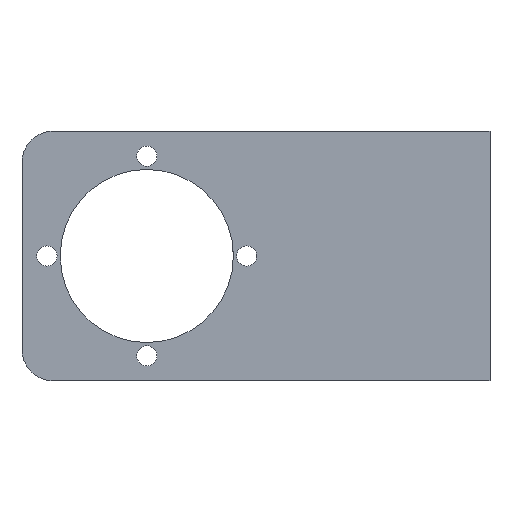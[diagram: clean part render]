
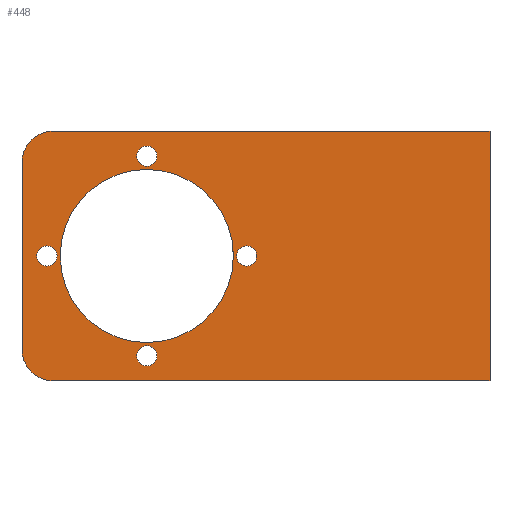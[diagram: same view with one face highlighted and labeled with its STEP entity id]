
A CAD part, top view. The second image highlights one B-rep face of the part: STEP entity #448.
In plain terms, the highlighted planar face has unit normal (0, 0, 1).
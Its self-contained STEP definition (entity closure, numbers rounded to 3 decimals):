
#3 = EDGE_CURVE ( 'NONE', #143, #371, #500, .T. ) ;
#6 = AXIS2_PLACEMENT_3D ( 'NONE', #165, #217, #16 ) ;
#8 = AXIS2_PLACEMENT_3D ( 'NONE', #461, #258, #553 ) ;
#13 = CARTESIAN_POINT ( 'NONE',  ( -78., 40., 0. ) ) ;
#14 = DIRECTION ( 'NONE',  ( 0., 0., 1. ) ) ;
#16 = DIRECTION ( 'NONE',  ( 1., 0., 0. ) ) ;
#25 = CARTESIAN_POINT ( 'NONE',  ( 0., 0., 0. ) ) ;
#27 = EDGE_LOOP ( 'NONE', ( #582, #369 ) ) ;
#33 = DIRECTION ( 'NONE',  ( 0., -1., 0. ) ) ;
#46 = EDGE_CURVE ( 'NONE', #259, #549, #467, .T. ) ;
#52 = AXIS2_PLACEMENT_3D ( 'NONE', #300, #289, #304 ) ;
#57 = ORIENTED_EDGE ( 'NONE', *, *, #46, .F. ) ;
#58 = CARTESIAN_POINT ( 'NONE',  ( -110., 40., 0. ) ) ;
#62 = DIRECTION ( 'NONE',  ( 0., -1., 0. ) ) ;
#65 = CIRCLE ( 'NONE', #442, 3.25 ) ;
#67 = ORIENTED_EDGE ( 'NONE', *, *, #126, .F. ) ;
#72 = DIRECTION ( 'NONE',  ( 0., 0., 1. ) ) ;
#74 = VECTOR ( 'NONE', #456, 1000. ) ;
#80 = CARTESIAN_POINT ( 'NONE',  ( -142., 40., 0. ) ) ;
#81 = AXIS2_PLACEMENT_3D ( 'NONE', #58, #392, #113 ) ;
#90 = FACE_BOUND ( 'NONE', #27, .T. ) ;
#93 = CARTESIAN_POINT ( 'NONE',  ( 0., 80., 0. ) ) ;
#94 = ORIENTED_EDGE ( 'NONE', *, *, #395, .F. ) ;
#98 = AXIS2_PLACEMENT_3D ( 'NONE', #13, #311, #551 ) ;
#100 = VECTOR ( 'NONE', #191, 1000. ) ;
#101 = VERTEX_POINT ( 'NONE', #506 ) ;
#102 = CARTESIAN_POINT ( 'NONE',  ( -140., 80., 0. ) ) ;
#113 = DIRECTION ( 'NONE',  ( 1., 0., 0. ) ) ;
#118 = CARTESIAN_POINT ( 'NONE',  ( -140., 0., 0. ) ) ;
#126 = EDGE_CURVE ( 'NONE', #243, #512, #161, .T. ) ;
#141 = ORIENTED_EDGE ( 'NONE', *, *, #613, .T. ) ;
#143 = VERTEX_POINT ( 'NONE', #407 ) ;
#150 = AXIS2_PLACEMENT_3D ( 'NONE', #462, #420, #363 ) ;
#156 = LINE ( 'NONE', #576, #100 ) ;
#158 = ORIENTED_EDGE ( 'NONE', *, *, #347, .F. ) ;
#161 = CIRCLE ( 'NONE', #98, 3.25 ) ;
#165 = CARTESIAN_POINT ( 'NONE',  ( -110., 72., 0. ) ) ;
#170 = ORIENTED_EDGE ( 'NONE', *, *, #3, .F. ) ;
#172 = DIRECTION ( 'NONE',  ( 1., 0., 0. ) ) ;
#175 = DIRECTION ( 'NONE',  ( 1., 0., 0. ) ) ;
#182 = ORIENTED_EDGE ( 'NONE', *, *, #556, .F. ) ;
#189 = FACE_BOUND ( 'NONE', #199, .T. ) ;
#191 = DIRECTION ( 'NONE',  ( 1., 0., 0. ) ) ;
#199 = EDGE_LOOP ( 'NONE', ( #376, #182 ) ) ;
#210 = LINE ( 'NONE', #244, #74 ) ;
#213 = ORIENTED_EDGE ( 'NONE', *, *, #479, .F. ) ;
#214 = CARTESIAN_POINT ( 'NONE',  ( -113.25, 72., 0. ) ) ;
#217 = DIRECTION ( 'NONE',  ( 0., 0., 1. ) ) ;
#225 = CIRCLE ( 'NONE', #6, 3.25 ) ;
#226 = EDGE_CURVE ( 'NONE', #519, #481, #65, .T. ) ;
#234 = ORIENTED_EDGE ( 'NONE', *, *, #465, .T. ) ;
#243 = VERTEX_POINT ( 'NONE', #337 ) ;
#244 = CARTESIAN_POINT ( 'NONE',  ( -150., 80., 0. ) ) ;
#258 = DIRECTION ( 'NONE',  ( 0., 0., 1. ) ) ;
#259 = VERTEX_POINT ( 'NONE', #333 ) ;
#263 = CARTESIAN_POINT ( 'NONE',  ( -150., 10., 0. ) ) ;
#268 = VERTEX_POINT ( 'NONE', #93 ) ;
#272 = CARTESIAN_POINT ( 'NONE',  ( -106.75, 72., 0. ) ) ;
#289 = DIRECTION ( 'NONE',  ( 0., 0., 1. ) ) ;
#295 = AXIS2_PLACEMENT_3D ( 'NONE', #80, #513, #175 ) ;
#296 = DIRECTION ( 'NONE',  ( 0., 0., 1. ) ) ;
#300 = CARTESIAN_POINT ( 'NONE',  ( -140., 70., 0. ) ) ;
#301 = ORIENTED_EDGE ( 'NONE', *, *, #357, .F. ) ;
#304 = DIRECTION ( 'NONE',  ( -1., 0., 0. ) ) ;
#306 = PLANE ( 'NONE',  #580 ) ;
#307 = DIRECTION ( 'NONE',  ( 1., 0., 0. ) ) ;
#308 = CARTESIAN_POINT ( 'NONE',  ( -78., 40., 0. ) ) ;
#311 = DIRECTION ( 'NONE',  ( 0., 0., 1. ) ) ;
#314 = CARTESIAN_POINT ( 'NONE',  ( -74.75, 40., 0. ) ) ;
#324 = EDGE_CURVE ( 'NONE', #440, #268, #210, .T. ) ;
#333 = CARTESIAN_POINT ( 'NONE',  ( -138.75, 40., 0. ) ) ;
#336 = EDGE_LOOP ( 'NONE', ( #141, #234, #415, #301, #425, #552 ) ) ;
#337 = CARTESIAN_POINT ( 'NONE',  ( -81.25, 40., 0. ) ) ;
#338 = EDGE_CURVE ( 'NONE', #440, #101, #577, .T. ) ;
#343 = EDGE_LOOP ( 'NONE', ( #158, #67 ) ) ;
#345 = VECTOR ( 'NONE', #33, 1000. ) ;
#346 = FACE_BOUND ( 'NONE', #343, .T. ) ;
#347 = EDGE_CURVE ( 'NONE', #512, #243, #430, .T. ) ;
#352 = DIRECTION ( 'NONE',  ( -1., 0., 0. ) ) ;
#355 = CIRCLE ( 'NONE', #81, 27.75 ) ;
#356 = CARTESIAN_POINT ( 'NONE',  ( -150., 80., 0. ) ) ;
#357 = EDGE_CURVE ( 'NONE', #268, #538, #543, .T. ) ;
#363 = DIRECTION ( 'NONE',  ( 1., 0., 0. ) ) ;
#369 = ORIENTED_EDGE ( 'NONE', *, *, #433, .F. ) ;
#371 = VERTEX_POINT ( 'NONE', #405 ) ;
#373 = CARTESIAN_POINT ( 'NONE',  ( -150., 80., 0. ) ) ;
#376 = ORIENTED_EDGE ( 'NONE', *, *, #489, .F. ) ;
#392 = DIRECTION ( 'NONE',  ( 0., 0., 1. ) ) ;
#395 = EDGE_CURVE ( 'NONE', #371, #143, #355, .T. ) ;
#399 = LINE ( 'NONE', #373, #345 ) ;
#404 = VERTEX_POINT ( 'NONE', #409 ) ;
#405 = CARTESIAN_POINT ( 'NONE',  ( -82.25, 40., 0. ) ) ;
#406 = AXIS2_PLACEMENT_3D ( 'NONE', #308, #14, #501 ) ;
#407 = CARTESIAN_POINT ( 'NONE',  ( -137.75, 40., 0. ) ) ;
#409 = CARTESIAN_POINT ( 'NONE',  ( -106.75, 8., 0. ) ) ;
#413 = VECTOR ( 'NONE', #62, 1000. ) ;
#414 = VERTEX_POINT ( 'NONE', #118 ) ;
#415 = ORIENTED_EDGE ( 'NONE', *, *, #623, .T. ) ;
#420 = DIRECTION ( 'NONE',  ( 0., 0., 1. ) ) ;
#421 = CARTESIAN_POINT ( 'NONE',  ( -145.25, 40., 0. ) ) ;
#425 = ORIENTED_EDGE ( 'NONE', *, *, #324, .F. ) ;
#428 = AXIS2_PLACEMENT_3D ( 'NONE', #600, #296, #307 ) ;
#430 = CIRCLE ( 'NONE', #406, 3.25 ) ;
#433 = EDGE_CURVE ( 'NONE', #481, #519, #225, .T. ) ;
#440 = VERTEX_POINT ( 'NONE', #102 ) ;
#442 = AXIS2_PLACEMENT_3D ( 'NONE', #486, #533, #632 ) ;
#447 = AXIS2_PLACEMENT_3D ( 'NONE', #547, #601, #352 ) ;
#448 = ADVANCED_FACE ( 'NONE', ( #449, #346, #189, #90, #558, #463 ), #306, .F. ) ;
#449 = FACE_BOUND ( 'NONE', #502, .T. ) ;
#456 = DIRECTION ( 'NONE',  ( 1., 0., 0. ) ) ;
#461 = CARTESIAN_POINT ( 'NONE',  ( -142., 40., 0. ) ) ;
#462 = CARTESIAN_POINT ( 'NONE',  ( -110., 8., 0. ) ) ;
#463 = FACE_OUTER_BOUND ( 'NONE', #336, .T. ) ;
#465 = EDGE_CURVE ( 'NONE', #466, #414, #525, .T. ) ;
#466 = VERTEX_POINT ( 'NONE', #263 ) ;
#467 = CIRCLE ( 'NONE', #8, 3.25 ) ;
#478 = EDGE_LOOP ( 'NONE', ( #94, #170 ) ) ;
#479 = EDGE_CURVE ( 'NONE', #549, #259, #581, .T. ) ;
#481 = VERTEX_POINT ( 'NONE', #214 ) ;
#486 = CARTESIAN_POINT ( 'NONE',  ( -110., 72., 0. ) ) ;
#489 = EDGE_CURVE ( 'NONE', #404, #561, #605, .T. ) ;
#500 = CIRCLE ( 'NONE', #428, 27.75 ) ;
#501 = DIRECTION ( 'NONE',  ( 1., 0., 0. ) ) ;
#502 = EDGE_LOOP ( 'NONE', ( #57, #213 ) ) ;
#505 = DIRECTION ( 'NONE',  ( 0., 0., -1. ) ) ;
#506 = CARTESIAN_POINT ( 'NONE',  ( -150., 70., 0. ) ) ;
#507 = CARTESIAN_POINT ( 'NONE',  ( 0., 80., 0. ) ) ;
#512 = VERTEX_POINT ( 'NONE', #314 ) ;
#513 = DIRECTION ( 'NONE',  ( 0., 0., 1. ) ) ;
#516 = CARTESIAN_POINT ( 'NONE',  ( -113.25, 8., 0. ) ) ;
#519 = VERTEX_POINT ( 'NONE', #272 ) ;
#525 = CIRCLE ( 'NONE', #447, 10. ) ;
#532 = AXIS2_PLACEMENT_3D ( 'NONE', #563, #72, #172 ) ;
#533 = DIRECTION ( 'NONE',  ( 0., 0., 1. ) ) ;
#538 = VERTEX_POINT ( 'NONE', #25 ) ;
#543 = LINE ( 'NONE', #507, #413 ) ;
#547 = CARTESIAN_POINT ( 'NONE',  ( -140., 10., 0. ) ) ;
#549 = VERTEX_POINT ( 'NONE', #421 ) ;
#551 = DIRECTION ( 'NONE',  ( 1., 0., 0. ) ) ;
#552 = ORIENTED_EDGE ( 'NONE', *, *, #338, .T. ) ;
#553 = DIRECTION ( 'NONE',  ( 1., 0., 0. ) ) ;
#556 = EDGE_CURVE ( 'NONE', #561, #404, #619, .T. ) ;
#558 = FACE_BOUND ( 'NONE', #478, .T. ) ;
#559 = DIRECTION ( 'NONE',  ( -1., 0., 0. ) ) ;
#561 = VERTEX_POINT ( 'NONE', #516 ) ;
#563 = CARTESIAN_POINT ( 'NONE',  ( -110., 8., 0. ) ) ;
#576 = CARTESIAN_POINT ( 'NONE',  ( -150., 0., 0. ) ) ;
#577 = CIRCLE ( 'NONE', #52, 10. ) ;
#580 = AXIS2_PLACEMENT_3D ( 'NONE', #356, #505, #559 ) ;
#581 = CIRCLE ( 'NONE', #295, 3.25 ) ;
#582 = ORIENTED_EDGE ( 'NONE', *, *, #226, .F. ) ;
#600 = CARTESIAN_POINT ( 'NONE',  ( -110., 40., 0. ) ) ;
#601 = DIRECTION ( 'NONE',  ( 0., 0., 1. ) ) ;
#605 = CIRCLE ( 'NONE', #532, 3.25 ) ;
#613 = EDGE_CURVE ( 'NONE', #101, #466, #399, .T. ) ;
#619 = CIRCLE ( 'NONE', #150, 3.25 ) ;
#623 = EDGE_CURVE ( 'NONE', #414, #538, #156, .T. ) ;
#632 = DIRECTION ( 'NONE',  ( 1., 0., 0. ) ) ;
